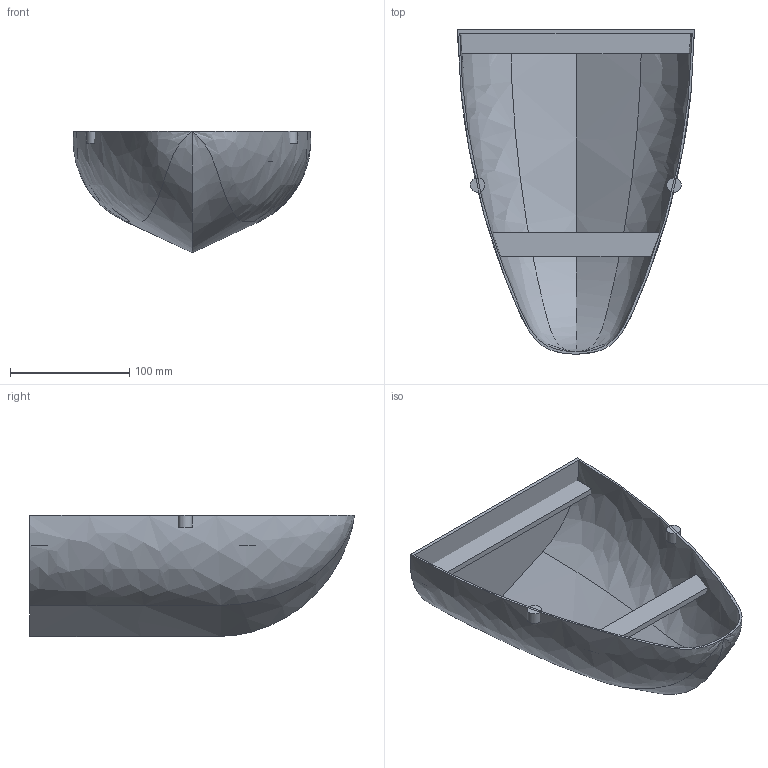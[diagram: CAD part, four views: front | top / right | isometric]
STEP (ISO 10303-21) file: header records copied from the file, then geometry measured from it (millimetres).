
FILE_DESCRIPTION(('FreeCAD Model'),'2;1');
FILE_NAME('Open CASCADE Shape Model','2024-07-18T12:51:21',(''),(''), 'Open CASCADE STEP processor 7.6','FreeCAD','Unknown');
FILE_SCHEMA(('AUTOMOTIVE_DESIGN { 1 0 10303 214 1 1 1 1 }'));
Length unit declared in the file: millimetre
Products named in the file (6): Boat_Curbed_Shapes_01B; Cut; Body001; Body002; Body005; Body006
Assembly tree (5 placements, depth 2):
  Boat_Curbed_Shapes_01B
    Cut
    Body001
    Body002
    Body005
    Body006
Bounding box: 199.55 x 272.65 x 102.01 mm (x, y, z)
Volume: 297016.2 mm3; surface area: 192498.8 mm2
Topology: 5 solids, 5 shells, 30 faces, 57 edges, 38 vertices
Faces by surface type: plane 19, bspline 9, cylinder 2
Full cylindrical faces by diameter (mm): 12 x2
Entity records: 2719 total; most frequent: CARTESIAN_POINT 1496, DIRECTION 176, ORIENTED_EDGE 114, PCURVE 114, DEFINITIONAL_REPRESENTATION 114, LINE 110, VECTOR 110, EDGE_CURVE 57
